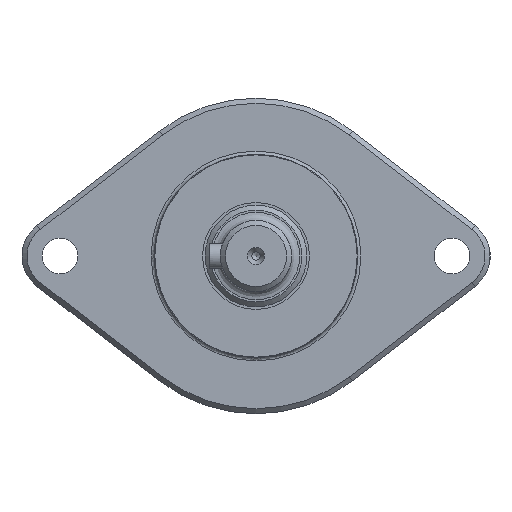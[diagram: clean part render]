
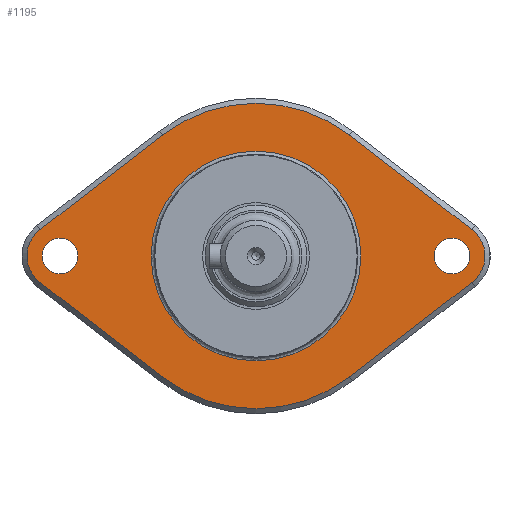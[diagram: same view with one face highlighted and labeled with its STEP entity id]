
A CAD part, left-side view. The second image highlights one B-rep face of the part: STEP entity #1195.
In plain terms, the highlighted planar face has unit normal (-1, 0, 0).
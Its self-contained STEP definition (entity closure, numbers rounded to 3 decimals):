
#1063=CARTESIAN_POINT('',(-136.4,0.,20.6));
#1064=VERTEX_POINT('',#1063);
#1065=CARTESIAN_POINT('',(-136.4,0.,0.));
#1066=DIRECTION('',(-1.0,0.0,0.0));
#1067=DIRECTION('',(0.0,0.0,-1.0));
#1068=AXIS2_PLACEMENT_3D('',#1065,#1066,#1067);
#1069=CIRCLE('',#1068,20.6);
#1070=EDGE_CURVE('',#1064,#1064,#1069,.T.);
#1095=CARTESIAN_POINT('',(-136.4,0.,0.));
#1096=DIRECTION('',(-1.0,0.0,0.0));
#1097=DIRECTION('',(0.0,0.0,1.0));
#1098=AXIS2_PLACEMENT_3D('',#1095,#1096,#1097);
#1099=PLANE('',#1098);
#1100=CARTESIAN_POINT('',(-136.4,42.468,5.149));
#1101=VERTEX_POINT('',#1100);
#1102=CARTESIAN_POINT('',(-136.4,18.312,23.763));
#1103=VERTEX_POINT('',#1102);
#1104=CARTESIAN_POINT('',(-136.4,42.468,5.149));
#1105=DIRECTION('',(0.0,-0.792,0.61));
#1106=VECTOR('',#1105,30.496);
#1107=LINE('',#1104,#1106);
#1108=EDGE_CURVE('',#1101,#1103,#1107,.T.);
#1109=ORIENTED_EDGE('',*,*,#1108,.F.);
#1110=CARTESIAN_POINT('',(-136.4,42.468,-5.149));
#1111=VERTEX_POINT('',#1110);
#1112=CARTESIAN_POINT('',(-136.4,38.5,0.));
#1113=DIRECTION('',(1.0,0.,0.));
#1114=DIRECTION('',(0.,0.61,0.792));
#1115=AXIS2_PLACEMENT_3D('',#1112,#1113,#1114);
#1116=CIRCLE('',#1115,6.5);
#1117=EDGE_CURVE('',#1111,#1101,#1116,.T.);
#1118=ORIENTED_EDGE('',*,*,#1117,.F.);
#1119=CARTESIAN_POINT('',(-136.4,18.312,-23.763));
#1120=VERTEX_POINT('',#1119);
#1121=CARTESIAN_POINT('',(-136.4,18.312,-23.763));
#1122=DIRECTION('',(0.,0.792,0.61));
#1123=VECTOR('',#1122,30.496);
#1124=LINE('',#1121,#1123);
#1125=EDGE_CURVE('',#1120,#1111,#1124,.T.);
#1126=ORIENTED_EDGE('',*,*,#1125,.F.);
#1127=CARTESIAN_POINT('',(-136.4,-18.312,-23.763));
#1128=VERTEX_POINT('',#1127);
#1129=CARTESIAN_POINT('',(-136.4,0.,0.));
#1130=DIRECTION('',(1.,0.,0.));
#1131=DIRECTION('',(0.,0.61,-0.792));
#1132=AXIS2_PLACEMENT_3D('',#1129,#1130,#1131);
#1133=CIRCLE('',#1132,30.);
#1134=EDGE_CURVE('',#1128,#1120,#1133,.T.);
#1135=ORIENTED_EDGE('',*,*,#1134,.F.);
#1136=CARTESIAN_POINT('',(-136.4,-42.468,-5.149));
#1137=VERTEX_POINT('',#1136);
#1138=CARTESIAN_POINT('',(-136.4,-42.468,-5.149));
#1139=DIRECTION('',(0.0,0.792,-0.61));
#1140=VECTOR('',#1139,30.496);
#1141=LINE('',#1138,#1140);
#1142=EDGE_CURVE('',#1137,#1128,#1141,.T.);
#1143=ORIENTED_EDGE('',*,*,#1142,.F.);
#1144=CARTESIAN_POINT('',(-136.4,-42.468,5.149));
#1145=VERTEX_POINT('',#1144);
#1146=CARTESIAN_POINT('',(-136.4,-38.5,0.));
#1147=DIRECTION('',(1.,0.,0.));
#1148=DIRECTION('',(0.,-0.61,-0.792));
#1149=AXIS2_PLACEMENT_3D('',#1146,#1147,#1148);
#1150=CIRCLE('',#1149,6.5);
#1151=EDGE_CURVE('',#1145,#1137,#1150,.T.);
#1152=ORIENTED_EDGE('',*,*,#1151,.F.);
#1153=CARTESIAN_POINT('',(-136.4,-18.312,23.763));
#1154=VERTEX_POINT('',#1153);
#1155=CARTESIAN_POINT('',(-136.4,-18.312,23.763));
#1156=DIRECTION('',(0.,-0.792,-0.61));
#1157=VECTOR('',#1156,30.496);
#1158=LINE('',#1155,#1157);
#1159=EDGE_CURVE('',#1154,#1145,#1158,.T.);
#1160=ORIENTED_EDGE('',*,*,#1159,.F.);
#1161=CARTESIAN_POINT('',(-136.4,0.,0.));
#1162=DIRECTION('',(1.,0.,0.));
#1163=DIRECTION('',(0.,-0.61,0.792));
#1164=AXIS2_PLACEMENT_3D('',#1161,#1162,#1163);
#1165=CIRCLE('',#1164,30.);
#1166=EDGE_CURVE('',#1103,#1154,#1165,.T.);
#1167=ORIENTED_EDGE('',*,*,#1166,.F.);
#1168=EDGE_LOOP('',(#1109,#1118,#1126,#1135,#1143,#1152,#1160,#1167));
#1169=FACE_OUTER_BOUND('',#1168,.T.);
#1170=CARTESIAN_POINT('',(-136.4,-38.5,3.5));
#1171=VERTEX_POINT('',#1170);
#1172=CARTESIAN_POINT('',(-136.4,-38.5,0.));
#1173=DIRECTION('',(1.0,0.0,0.0));
#1174=DIRECTION('',(0.0,0.0,1.0));
#1175=AXIS2_PLACEMENT_3D('',#1172,#1173,#1174);
#1176=CIRCLE('',#1175,3.5);
#1177=EDGE_CURVE('',#1171,#1171,#1176,.T.);
#1178=ORIENTED_EDGE('',*,*,#1177,.T.);
#1179=EDGE_LOOP('',(#1178));
#1180=FACE_BOUND('',#1179,.T.);
#1181=CARTESIAN_POINT('',(-136.4,38.5,3.5));
#1182=VERTEX_POINT('',#1181);
#1183=CARTESIAN_POINT('',(-136.4,38.5,0.));
#1184=DIRECTION('',(1.0,0.0,0.0));
#1185=DIRECTION('',(0.0,0.0,1.0));
#1186=AXIS2_PLACEMENT_3D('',#1183,#1184,#1185);
#1187=CIRCLE('',#1186,3.5);
#1188=EDGE_CURVE('',#1182,#1182,#1187,.T.);
#1189=ORIENTED_EDGE('',*,*,#1188,.T.);
#1190=EDGE_LOOP('',(#1189));
#1191=FACE_BOUND('',#1190,.T.);
#1192=ORIENTED_EDGE('',*,*,#1070,.F.);
#1193=EDGE_LOOP('',(#1192));
#1194=FACE_BOUND('',#1193,.T.);
#1195=ADVANCED_FACE('',(#1169,#1180,#1191,#1194),#1099,.T.);
